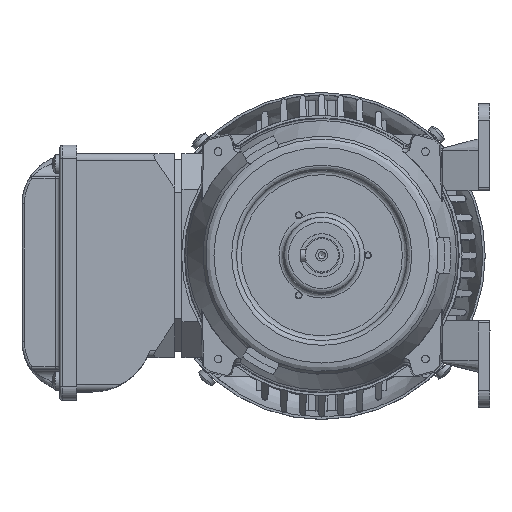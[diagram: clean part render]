
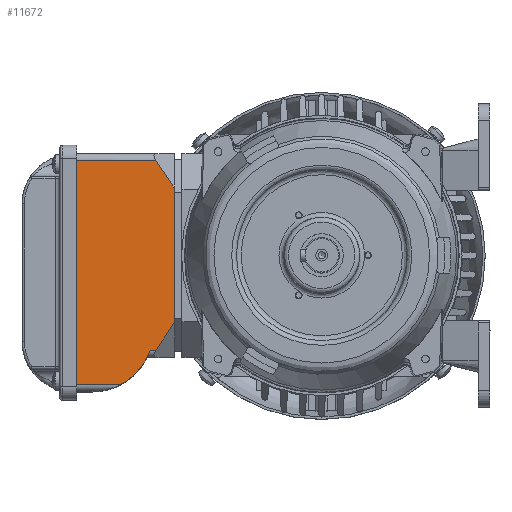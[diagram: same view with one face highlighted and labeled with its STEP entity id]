
A CAD part, top view. The second image highlights one B-rep face of the part: STEP entity #11672.
In plain terms, the highlighted planar face has unit normal (0, 0, 1).
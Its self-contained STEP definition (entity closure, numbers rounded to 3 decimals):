
#7272=CIRCLE('',#55110,26.);
#11672=ADVANCED_FACE('',(#15282),#13002,.T.);
#13002=PLANE('',#55111);
#15282=FACE_OUTER_BOUND('',#18385,.T.);
#18385=EDGE_LOOP('',(#32202,#32203,#32204,#32205,#32206,#32207,#32208,#32209));
#32202=ORIENTED_EDGE('',*,*,#44104,.T.);
#32203=ORIENTED_EDGE('',*,*,#44105,.T.);
#32204=ORIENTED_EDGE('',*,*,#44106,.T.);
#32205=ORIENTED_EDGE('',*,*,#44102,.T.);
#32206=ORIENTED_EDGE('',*,*,#44101,.T.);
#32207=ORIENTED_EDGE('',*,*,#44107,.F.);
#32208=ORIENTED_EDGE('',*,*,#44086,.T.);
#32209=ORIENTED_EDGE('',*,*,#44108,.T.);
#37105=VERTEX_POINT('',#101591);
#37106=VERTEX_POINT('',#101593);
#37116=VERTEX_POINT('',#101640);
#37117=VERTEX_POINT('',#101642);
#37118=VERTEX_POINT('',#101646);
#37119=VERTEX_POINT('',#101650);
#37120=VERTEX_POINT('',#101651);
#37121=VERTEX_POINT('',#101653);
#44086=EDGE_CURVE('',#37106,#37105,#47585,.T.);
#44101=EDGE_CURVE('',#37116,#37117,#47595,.T.);
#44102=EDGE_CURVE('',#37118,#37116,#47596,.T.);
#44104=EDGE_CURVE('',#37119,#37120,#47598,.T.);
#44105=EDGE_CURVE('',#37120,#37121,#47599,.T.);
#44106=EDGE_CURVE('',#37121,#37118,#47600,.T.);
#44107=EDGE_CURVE('',#37106,#37117,#47601,.T.);
#44108=EDGE_CURVE('',#37105,#37119,#7272,.T.);
#47585=LINE('',#101592,#51108);
#47595=LINE('',#101643,#51118);
#47596=LINE('',#101645,#51119);
#47598=LINE('',#101649,#51121);
#47599=LINE('',#101652,#51122);
#47600=LINE('',#101654,#51123);
#47601=LINE('',#101655,#51124);
#51108=VECTOR('',#66486,1.);
#51118=VECTOR('',#66510,1.);
#51119=VECTOR('',#66513,1.);
#51121=VECTOR('',#66517,1.);
#51122=VECTOR('',#66518,1.);
#51123=VECTOR('',#66519,1.);
#51124=VECTOR('',#66520,1.);
#55110=AXIS2_PLACEMENT_3D('',#101656,#66521,#66522);
#55111=AXIS2_PLACEMENT_3D('',#101657,#66523,#66524);
#66486=DIRECTION('',(0.,-1.,0.));
#66510=DIRECTION('',(0.,1.,0.));
#66513=DIRECTION('',(0.832,0.555,0.));
#66517=DIRECTION('',(0.,-1.,0.));
#66518=DIRECTION('',(0.832,-0.555,0.));
#66519=DIRECTION('',(1.,0.,0.));
#66520=DIRECTION('',(1.,0.,0.));
#66521=DIRECTION('',(0.,0.,1.));
#66522=DIRECTION('',(-0.885,-0.466,0.));
#66523=DIRECTION('',(0.,0.,1.));
#66524=DIRECTION('',(-1.,0.,0.));
#101591=CARTESIAN_POINT('',(-64.933,-7.25,52.319));
#101592=CARTESIAN_POINT('',(-64.933,11.875,52.319));
#101593=CARTESIAN_POINT('',(-64.933,11.875,52.319));
#101640=CARTESIAN_POINT('',(29.567,-22.125,52.319));
#101642=CARTESIAN_POINT('',(29.567,11.875,52.319));
#101643=CARTESIAN_POINT('',(29.567,-22.125,52.319));
#101645=CARTESIAN_POINT('',(17.567,-30.125,52.319));
#101646=CARTESIAN_POINT('',(17.567,-30.125,52.319));
#101649=CARTESIAN_POINT('',(-50.433,-19.697,52.319));
#101650=CARTESIAN_POINT('',(-50.433,-19.697,52.319));
#101651=CARTESIAN_POINT('',(-50.433,-22.125,52.319));
#101652=CARTESIAN_POINT('',(-50.433,-22.125,52.319));
#101653=CARTESIAN_POINT('',(-38.433,-30.125,52.319));
#101654=CARTESIAN_POINT('',(-38.433,-30.125,52.319));
#101655=CARTESIAN_POINT('',(-64.933,11.875,52.319));
#101656=CARTESIAN_POINT('',(-41.933,4.875,52.319));
#101657=CARTESIAN_POINT('',(44.167,11.975,52.319));
